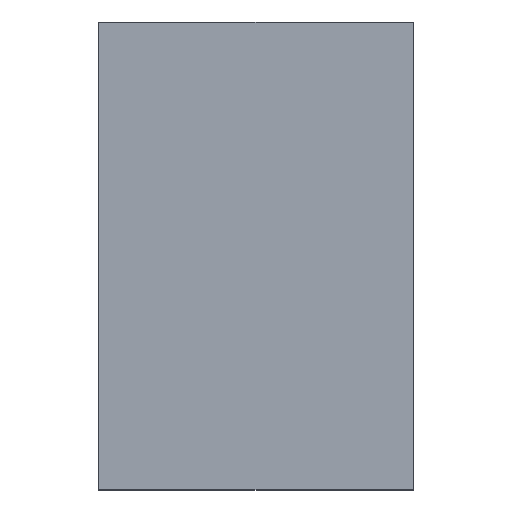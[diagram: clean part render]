
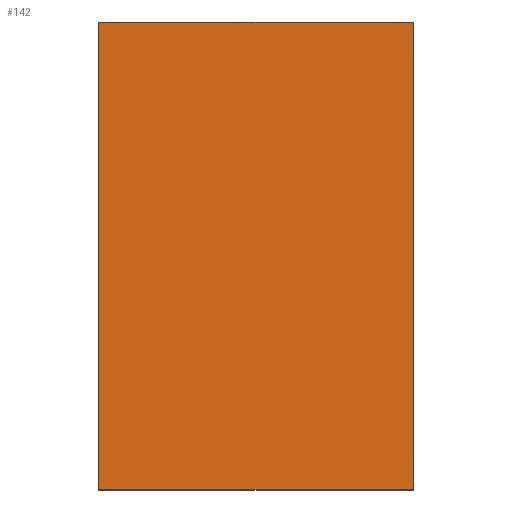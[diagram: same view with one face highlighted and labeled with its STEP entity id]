
A CAD part, top view. The second image highlights one B-rep face of the part: STEP entity #142.
In plain terms, the highlighted planar face has unit normal (0, 0, 1).
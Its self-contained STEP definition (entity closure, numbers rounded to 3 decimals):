
#1 = LINE ( 'NONE', #98, #12 ) ;
#11 = CARTESIAN_POINT ( 'NONE',  ( 35., 0., 3. ) ) ;
#12 = VECTOR ( 'NONE', #87, 1000. ) ;
#19 = EDGE_LOOP ( 'NONE', ( #55, #102, #194, #128 ) ) ;
#26 = CARTESIAN_POINT ( 'NONE',  ( 0., 52., 3. ) ) ;
#27 = LINE ( 'NONE', #26, #189 ) ;
#30 = LINE ( 'NONE', #73, #144 ) ;
#38 = CARTESIAN_POINT ( 'NONE',  ( 0., 0., 3. ) ) ;
#39 = EDGE_CURVE ( 'NONE', #62, #199, #30, .T. ) ;
#46 = FACE_OUTER_BOUND ( 'NONE', #19, .T. ) ;
#52 = CARTESIAN_POINT ( 'NONE',  ( 0., 0., 3. ) ) ;
#55 = ORIENTED_EDGE ( 'NONE', *, *, #39, .T. ) ;
#56 = EDGE_CURVE ( 'NONE', #199, #105, #1, .T. ) ;
#62 = VERTEX_POINT ( 'NONE', #168 ) ;
#72 = DIRECTION ( 'NONE',  ( 0., -1., 0. ) ) ;
#73 = CARTESIAN_POINT ( 'NONE',  ( 0., 0., 3. ) ) ;
#76 = VERTEX_POINT ( 'NONE', #147 ) ;
#87 = DIRECTION ( 'NONE',  ( 1., 0., 0. ) ) ;
#88 = VECTOR ( 'NONE', #153, 1000. ) ;
#91 = AXIS2_PLACEMENT_3D ( 'NONE', #52, #175, #133 ) ;
#98 = CARTESIAN_POINT ( 'NONE',  ( 0., 0., 3. ) ) ;
#102 = ORIENTED_EDGE ( 'NONE', *, *, #56, .T. ) ;
#103 = LINE ( 'NONE', #171, #88 ) ;
#105 = VERTEX_POINT ( 'NONE', #11 ) ;
#127 = EDGE_CURVE ( 'NONE', #76, #62, #27, .T. ) ;
#128 = ORIENTED_EDGE ( 'NONE', *, *, #127, .T. ) ;
#131 = EDGE_CURVE ( 'NONE', #105, #76, #103, .T. ) ;
#133 = DIRECTION ( 'NONE',  ( -1., 0., 0. ) ) ;
#141 = DIRECTION ( 'NONE',  ( -1., 0., 0. ) ) ;
#142 = ADVANCED_FACE ( 'NONE', ( #46 ), #192, .F. ) ;
#144 = VECTOR ( 'NONE', #72, 1000. ) ;
#147 = CARTESIAN_POINT ( 'NONE',  ( 35., 52., 3. ) ) ;
#153 = DIRECTION ( 'NONE',  ( 0., 1., 0. ) ) ;
#168 = CARTESIAN_POINT ( 'NONE',  ( 0., 52., 3. ) ) ;
#171 = CARTESIAN_POINT ( 'NONE',  ( 35., 0., 3. ) ) ;
#175 = DIRECTION ( 'NONE',  ( 0., 0., -1. ) ) ;
#189 = VECTOR ( 'NONE', #141, 1000. ) ;
#192 = PLANE ( 'NONE',  #91 ) ;
#194 = ORIENTED_EDGE ( 'NONE', *, *, #131, .T. ) ;
#199 = VERTEX_POINT ( 'NONE', #38 ) ;
